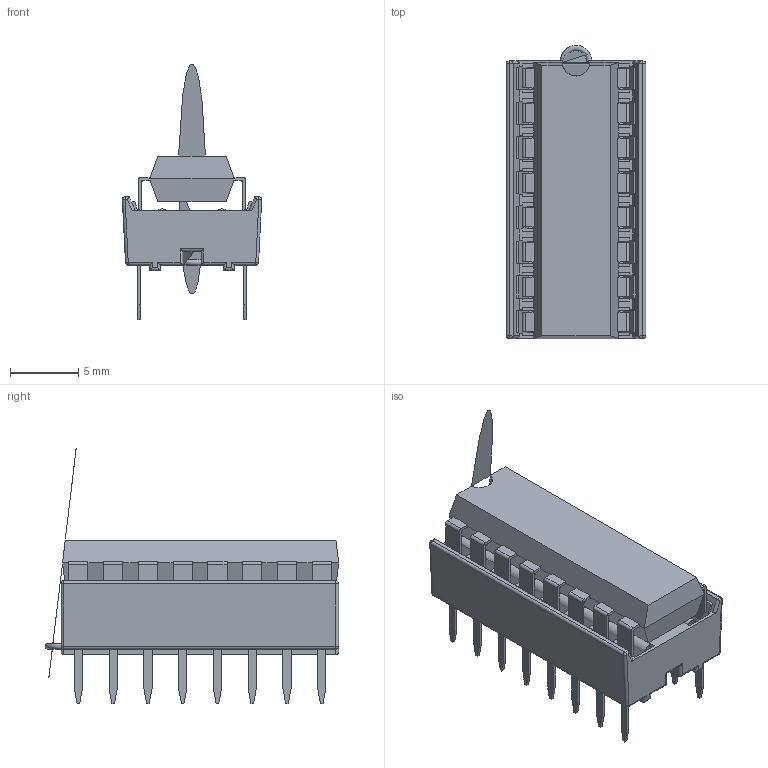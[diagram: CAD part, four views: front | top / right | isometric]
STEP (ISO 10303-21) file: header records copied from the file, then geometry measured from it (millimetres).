
FILE_DESCRIPTION(('FreeCAD Model'),'2;1');
FILE_NAME('Open CASCADE Shape Model','2022-06-28T22:42:30',( 'kicad StepUp'),('ksu MCAD'),'Open CASCADE STEP processor 7.5', 'FreeCAD','Unknown');
FILE_SCHEMA(('AUTOMOTIVE_DESIGN { 1 0 10303 214 1 1 1 1 }'));
Length unit declared in the file: millimetre
Products named in the file (1): DIP-16_With_Socket001
Bounding box: 10.18 x 21.44 x 18.7 mm (x, y, z)
Surface area: 1989 mm2 (no closed solid volume)
Topology: 0 solids, 1 shells, 821 faces, 2556 edges, 1626 vertices
Faces by surface type: plane 694, cylinder 113, sphere 10, torus 4
Full cylindrical faces by diameter (mm): 1.2 x1
Entity records: 33009 total; most frequent: CARTESIAN_POINT 4936, ORIENTED_EDGE 4866, DIRECTION 4273, EDGE_CURVE 2433, LINE 2211, VECTOR 2211, VERTEX_POINT 1584, AXIS2_PLACEMENT_3D 1031
